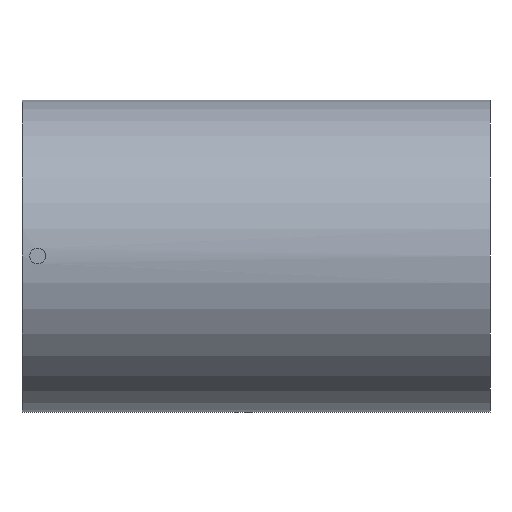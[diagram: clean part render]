
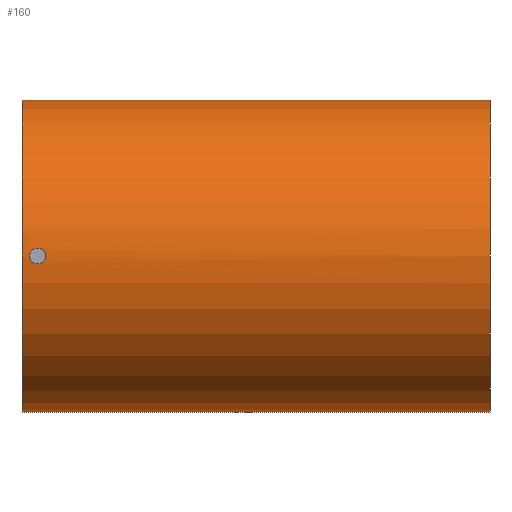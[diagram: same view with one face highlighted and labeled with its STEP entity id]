
A CAD part, front view. The second image highlights one B-rep face of the part: STEP entity #160.
In plain terms, the highlighted cylindrical face has radius 10 mm (diameter 20 mm), a partial arc.
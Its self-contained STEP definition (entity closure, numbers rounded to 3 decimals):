
#6=CARTESIAN_POINT('',(0.,0.,0.));
#7=DIRECTION('',(1.,0.,0.));
#8=DIRECTION('',(0.,0.,1.));
#9=AXIS2_PLACEMENT_3D('',#6,#7,#8);
#11=DIRECTION('',(1.,0.,0.));
#12=VECTOR('',#11,30.);
#13=CARTESIAN_POINT('',(0.,0.,-10.));
#14=LINE('',#13,#12);
#45=DIRECTION('',(1.,0.,0.));
#46=VECTOR('',#45,30.);
#47=CARTESIAN_POINT('',(0.,0.,10.));
#48=LINE('',#47,#46);
#49=CARTESIAN_POINT('',(0.5,-10.,0.));
#50=CARTESIAN_POINT('',(0.5,-10.,0.048));
#51=CARTESIAN_POINT('',(0.513,-9.999,0.141));
#52=CARTESIAN_POINT('',(0.573,-9.997,0.273));
#53=CARTESIAN_POINT('',(0.668,-9.993,0.383));
#54=CARTESIAN_POINT('',(0.788,-9.989,0.461));
#55=CARTESIAN_POINT('',(0.929,-9.987,0.502));
#56=CARTESIAN_POINT('',(1.072,-9.987,0.502));
#57=CARTESIAN_POINT('',(1.212,-9.989,0.46));
#58=CARTESIAN_POINT('',(1.333,-9.993,0.382));
#59=CARTESIAN_POINT('',(1.428,-9.997,0.273));
#60=CARTESIAN_POINT('',(1.487,-9.999,0.141));
#61=CARTESIAN_POINT('',(1.5,-10.,0.048));
#62=CARTESIAN_POINT('',(1.5,-10.,0.));
#64=CARTESIAN_POINT('',(1.5,-10.,0.));
#65=CARTESIAN_POINT('',(1.5,-10.,-0.048));
#66=CARTESIAN_POINT('',(1.487,-9.999,-0.141));
#67=CARTESIAN_POINT('',(1.427,-9.997,-0.273));
#68=CARTESIAN_POINT('',(1.332,-9.993,-0.383));
#69=CARTESIAN_POINT('',(1.212,-9.989,-0.461));
#70=CARTESIAN_POINT('',(1.071,-9.987,-0.502));
#71=CARTESIAN_POINT('',(0.928,-9.987,
-0.502));
#72=CARTESIAN_POINT('',(0.788,-9.989,
-0.46));
#73=CARTESIAN_POINT('',(0.667,-9.993,
-0.382));
#74=CARTESIAN_POINT('',(0.572,-9.997,
-0.273));
#75=CARTESIAN_POINT('',(0.513,-9.999,
-0.141));
#76=CARTESIAN_POINT('',(0.5,-10.,-0.048));
#77=CARTESIAN_POINT('',(0.5,-10.,0.));
#84=CARTESIAN_POINT('',(30.,0.,0.));
#85=DIRECTION('',(1.,0.,0.));
#86=DIRECTION('',(0.,0.,1.));
#87=AXIS2_PLACEMENT_3D('',#84,#85,#86);
#97=CARTESIAN_POINT('',(0.,0.,-10.));
#98=CARTESIAN_POINT('',(0.,0.,10.));
#99=VERTEX_POINT('',#97);
#100=VERTEX_POINT('',#98);
#101=CARTESIAN_POINT('',(30.,0.,-10.));
#102=CARTESIAN_POINT('',(30.,0.,10.));
#103=VERTEX_POINT('',#101);
#104=VERTEX_POINT('',#102);
#107=VERTEX_POINT('',#49);
#108=VERTEX_POINT('',#62);
#142=CARTESIAN_POINT('',(0.,0.,0.));
#143=DIRECTION('',(1.,0.,0.));
#144=DIRECTION('',(0.,0.,-1.));
#145=AXIS2_PLACEMENT_3D('',#142,#143,#144);
#146=CYLINDRICAL_SURFACE('',#145,10.);
#147=ORIENTED_EDGE('',*,*,#116,.F.);
#148=ORIENTED_EDGE('',*,*,#131,.T.);
#150=ORIENTED_EDGE('',*,*,#149,.T.);
#151=ORIENTED_EDGE('',*,*,#127,.F.);
#152=EDGE_LOOP('',(#147,#148,#150,#151));
#153=FACE_OUTER_BOUND('',#152,.F.);
#155=ORIENTED_EDGE('',*,*,#154,.F.);
#157=ORIENTED_EDGE('',*,*,#156,.F.);
#158=EDGE_LOOP('',(#155,#157));
#159=FACE_BOUND('',#158,.F.);
#10=CIRCLE('',#9,10.);
#63=B_SPLINE_CURVE_WITH_KNOTS('',3,(#49,#50,#51,#52,#53,#54,#55,#56,#57,#58,#59,
#60,#61,#62),.UNSPECIFIED.,.F.,.F.,(4,1,1,1,1,1,1,1,1,1,1,4),(0.,
0.091,0.182,0.273,0.364,
0.455,0.545,0.636,0.727,
0.818,0.909,1.),.UNSPECIFIED.);
#78=B_SPLINE_CURVE_WITH_KNOTS('',3,(#64,#65,#66,#67,#68,#69,#70,#71,#72,#73,#74,
#75,#76,#77),.UNSPECIFIED.,.F.,.F.,(4,1,1,1,1,1,1,1,1,1,1,4),(0.,
0.091,0.182,0.273,0.364,
0.455,0.545,0.636,0.727,
0.818,0.909,1.),.UNSPECIFIED.);
#88=CIRCLE('',#87,10.);
#116=EDGE_CURVE('',#100,#99,#10,.T.);
#127=EDGE_CURVE('',#99,#103,#14,.T.);
#131=EDGE_CURVE('',#100,#104,#48,.T.);
#149=EDGE_CURVE('',#104,#103,#88,.T.);
#154=EDGE_CURVE('',#107,#108,#63,.T.);
#156=EDGE_CURVE('',#108,#107,#78,.T.);
#160=ADVANCED_FACE('',(#153,#159),#146,.T.);
